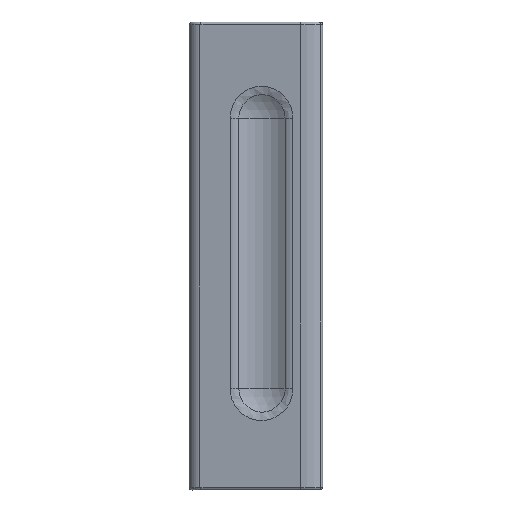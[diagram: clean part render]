
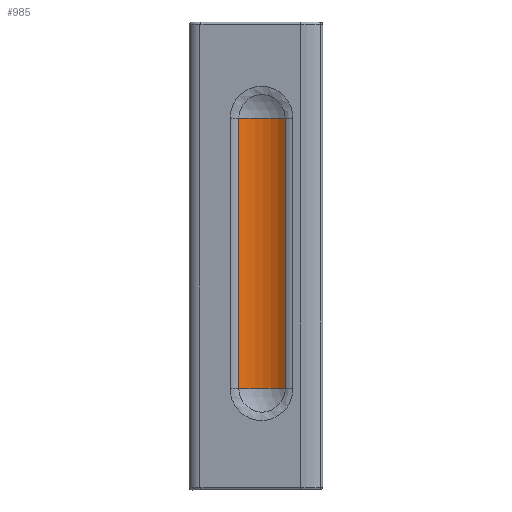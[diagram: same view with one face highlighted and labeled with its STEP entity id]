
A CAD part, top view. The second image highlights one B-rep face of the part: STEP entity #985.
In plain terms, the highlighted cylindrical face has radius 14 mm (diameter 28 mm), a partial arc.
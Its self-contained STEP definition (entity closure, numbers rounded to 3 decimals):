
#44 = CYLINDRICAL_SURFACE('',#45,5.);
#45 = AXIS2_PLACEMENT_3D('',#46,#47,#48);
#46 = CARTESIAN_POINT('',(15.696,-40.,
    31.865));
#47 = DIRECTION('',(0.,1.,0.));
#48 = DIRECTION('',(-0.208,0.,0.978));
#160 = CYLINDRICAL_SURFACE('',#161,5.);
#161 = AXIS2_PLACEMENT_3D('',#162,#163,#164);
#162 = CARTESIAN_POINT('',(-2.849,40.,
    27.923));
#163 = DIRECTION('',(0.,-1.,0.));
#164 = DIRECTION('',(-0.208,0.,0.978)
  );
#376 = VERTEX_POINT('',#377);
#377 = CARTESIAN_POINT('',(12.355,-40.,
    35.584));
#402 = EDGE_CURVE('',#376,#403,#405,.T.);
#403 = VERTEX_POINT('',#404);
#404 = CARTESIAN_POINT('',(12.355,40.,
    35.584));
#405 = SURFACE_CURVE('',#406,(#410,#417),.PCURVE_S1.);
#406 = LINE('',#407,#408);
#407 = CARTESIAN_POINT('',(12.355,-40.,
    35.584));
#408 = VECTOR('',#409,1.);
#409 = DIRECTION('',(0.,1.,0.));
#410 = PCURVE('',#44,#411);
#411 = DEFINITIONAL_REPRESENTATION('',(#412),#416);
#412 = LINE('',#413,#414);
#413 = CARTESIAN_POINT('',(-0.522,0.));
#414 = VECTOR('',#415,1.);
#415 = DIRECTION('',(-0.,1.));
#416 = ( GEOMETRIC_REPRESENTATION_CONTEXT(2) 
PARAMETRIC_REPRESENTATION_CONTEXT() REPRESENTATION_CONTEXT('2D SPACE',''
  ) );
#417 = PCURVE('',#418,#423);
#418 = CYLINDRICAL_SURFACE('',#419,14.);
#419 = AXIS2_PLACEMENT_3D('',#420,#421,#422);
#420 = CARTESIAN_POINT('',(3.,-40.,46.));
#421 = DIRECTION('',(0.,1.,0.));
#422 = DIRECTION('',(0.,0.,1.));
#423 = DEFINITIONAL_REPRESENTATION('',(#424),#428);
#424 = LINE('',#425,#426);
#425 = CARTESIAN_POINT('',(-3.873,0.));
#426 = VECTOR('',#427,1.);
#427 = DIRECTION('',(-0.,1.));
#428 = ( GEOMETRIC_REPRESENTATION_CONTEXT(2) 
PARAMETRIC_REPRESENTATION_CONTEXT() REPRESENTATION_CONTEXT('2D SPACE',''
  ) );
#460 = VERTEX_POINT('',#461);
#461 = CARTESIAN_POINT('',(-1.31,-40.,
    32.68));
#511 = SPHERICAL_SURFACE('',#512,14.);
#512 = AXIS2_PLACEMENT_3D('',#513,#514,#515);
#513 = CARTESIAN_POINT('',(3.,-40.,46.));
#514 = DIRECTION('',(0.,-1.,0.));
#515 = DIRECTION('',(0.,0.,1.));
#547 = VERTEX_POINT('',#548);
#548 = CARTESIAN_POINT('',(-1.31,40.,
    32.68));
#573 = SPHERICAL_SURFACE('',#574,14.);
#574 = AXIS2_PLACEMENT_3D('',#575,#576,#577);
#575 = CARTESIAN_POINT('',(3.,40.,46.));
#576 = DIRECTION('',(0.,-1.,0.));
#577 = DIRECTION('',(0.,0.,1.));
#631 = EDGE_CURVE('',#547,#460,#632,.T.);
#632 = SURFACE_CURVE('',#633,(#637,#644),.PCURVE_S1.);
#633 = LINE('',#634,#635);
#634 = CARTESIAN_POINT('',(-1.31,40.,
    32.68));
#635 = VECTOR('',#636,1.);
#636 = DIRECTION('',(0.,-1.,0.));
#637 = PCURVE('',#160,#638);
#638 = DEFINITIONAL_REPRESENTATION('',(#639),#643);
#639 = LINE('',#640,#641);
#640 = CARTESIAN_POINT('',(-0.522,0.));
#641 = VECTOR('',#642,1.);
#642 = DIRECTION('',(-0.,1.));
#643 = ( GEOMETRIC_REPRESENTATION_CONTEXT(2) 
PARAMETRIC_REPRESENTATION_CONTEXT() REPRESENTATION_CONTEXT('2D SPACE',''
  ) );
#644 = PCURVE('',#418,#645);
#645 = DEFINITIONAL_REPRESENTATION('',(#646),#650);
#646 = LINE('',#647,#648);
#647 = CARTESIAN_POINT('',(-2.829,80.));
#648 = VECTOR('',#649,1.);
#649 = DIRECTION('',(-0.,-1.));
#650 = ( GEOMETRIC_REPRESENTATION_CONTEXT(2) 
PARAMETRIC_REPRESENTATION_CONTEXT() REPRESENTATION_CONTEXT('2D SPACE',''
  ) );
#985 = ADVANCED_FACE('',(#986),#418,.F.);
#986 = FACE_BOUND('',#987,.T.);
#987 = EDGE_LOOP('',(#988,#1010,#1011,#1033));
#988 = ORIENTED_EDGE('',*,*,#989,.F.);
#989 = EDGE_CURVE('',#547,#403,#990,.T.);
#990 = SURFACE_CURVE('',#991,(#996,#1003),.PCURVE_S1.);
#991 = CIRCLE('',#992,14.);
#992 = AXIS2_PLACEMENT_3D('',#993,#994,#995);
#993 = CARTESIAN_POINT('',(3.,40.,46.));
#994 = DIRECTION('',(0.,-1.,0.));
#995 = DIRECTION('',(0.,0.,1.));
#996 = PCURVE('',#418,#997);
#997 = DEFINITIONAL_REPRESENTATION('',(#998),#1002);
#998 = LINE('',#999,#1000);
#999 = CARTESIAN_POINT('',(-0.,80.));
#1000 = VECTOR('',#1001,1.);
#1001 = DIRECTION('',(-1.,0.));
#1002 = ( GEOMETRIC_REPRESENTATION_CONTEXT(2) 
PARAMETRIC_REPRESENTATION_CONTEXT() REPRESENTATION_CONTEXT('2D SPACE',''
  ) );
#1003 = PCURVE('',#573,#1004);
#1004 = DEFINITIONAL_REPRESENTATION('',(#1005),#1009);
#1005 = LINE('',#1006,#1007);
#1006 = CARTESIAN_POINT('',(0.,0.));
#1007 = VECTOR('',#1008,1.);
#1008 = DIRECTION('',(1.,0.));
#1009 = ( GEOMETRIC_REPRESENTATION_CONTEXT(2) 
PARAMETRIC_REPRESENTATION_CONTEXT() REPRESENTATION_CONTEXT('2D SPACE',''
  ) );
#1010 = ORIENTED_EDGE('',*,*,#631,.T.);
#1011 = ORIENTED_EDGE('',*,*,#1012,.T.);
#1012 = EDGE_CURVE('',#460,#376,#1013,.T.);
#1013 = SURFACE_CURVE('',#1014,(#1019,#1026),.PCURVE_S1.);
#1014 = CIRCLE('',#1015,14.);
#1015 = AXIS2_PLACEMENT_3D('',#1016,#1017,#1018);
#1016 = CARTESIAN_POINT('',(3.,-40.,46.));
#1017 = DIRECTION('',(0.,-1.,0.));
#1018 = DIRECTION('',(0.,0.,1.));
#1019 = PCURVE('',#418,#1020);
#1020 = DEFINITIONAL_REPRESENTATION('',(#1021),#1025);
#1021 = LINE('',#1022,#1023);
#1022 = CARTESIAN_POINT('',(-0.,0.));
#1023 = VECTOR('',#1024,1.);
#1024 = DIRECTION('',(-1.,0.));
#1025 = ( GEOMETRIC_REPRESENTATION_CONTEXT(2) 
PARAMETRIC_REPRESENTATION_CONTEXT() REPRESENTATION_CONTEXT('2D SPACE',''
  ) );
#1026 = PCURVE('',#511,#1027);
#1027 = DEFINITIONAL_REPRESENTATION('',(#1028),#1032);
#1028 = LINE('',#1029,#1030);
#1029 = CARTESIAN_POINT('',(0.,0.));
#1030 = VECTOR('',#1031,1.);
#1031 = DIRECTION('',(1.,0.));
#1032 = ( GEOMETRIC_REPRESENTATION_CONTEXT(2) 
PARAMETRIC_REPRESENTATION_CONTEXT() REPRESENTATION_CONTEXT('2D SPACE',''
  ) );
#1033 = ORIENTED_EDGE('',*,*,#402,.T.);
